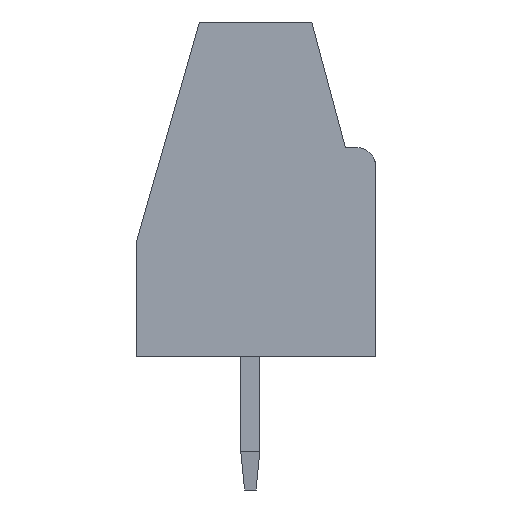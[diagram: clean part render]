
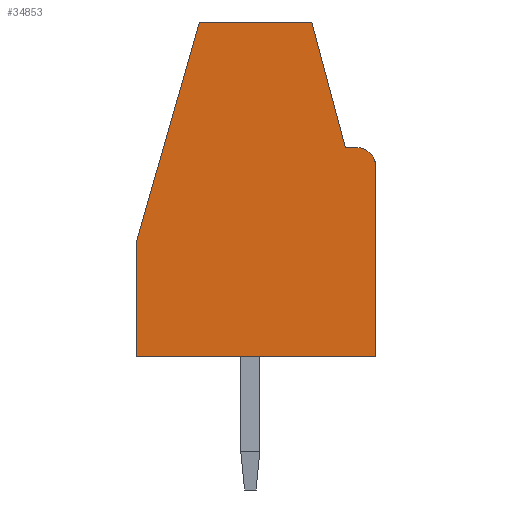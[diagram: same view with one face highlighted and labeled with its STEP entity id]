
A CAD part, left-side view. The second image highlights one B-rep face of the part: STEP entity #34853.
In plain terms, the highlighted planar face has unit normal (-1, 0, 0).
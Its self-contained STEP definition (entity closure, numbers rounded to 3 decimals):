
#457 = LINE ( 'NONE', #14822, #9413 ) ;
#2023 = ORIENTED_EDGE ( 'NONE', *, *, #14700, .F. ) ;
#3012 = EDGE_LOOP ( 'NONE', ( #13242, #3962, #17547, #28596, #17123, #2023, #39648, #4580 ) ) ;
#3311 = DIRECTION ( 'NONE',  ( 1., 0., 0. ) ) ;
#3962 = ORIENTED_EDGE ( 'NONE', *, *, #18603, .T. ) ;
#4580 = ORIENTED_EDGE ( 'NONE', *, *, #18815, .F. ) ;
#4770 = EDGE_CURVE ( 'NONE', #26662, #30182, #17116, .T. ) ;
#6538 = CARTESIAN_POINT ( 'NONE',  ( -3.81, 0., 0. ) ) ;
#7703 = CARTESIAN_POINT ( 'NONE',  ( -3.81, -2.65, 5.5 ) ) ;
#8908 = VERTEX_POINT ( 'NONE', #17744 ) ;
#9413 = VECTOR ( 'NONE', #25276, 1000. ) ;
#9603 = VECTOR ( 'NONE', #41199, 1000. ) ;
#10632 = LINE ( 'NONE', #24798, #19042 ) ;
#10881 = AXIS2_PLACEMENT_3D ( 'NONE', #6538, #3311, #34852 ) ;
#11268 = CARTESIAN_POINT ( 'NONE',  ( -3.81, -2.65, 5. ) ) ;
#11615 = CARTESIAN_POINT ( 'NONE',  ( -3.81, 3.15, 3. ) ) ;
#12908 = LINE ( 'NONE', #19826, #9603 ) ;
#13242 = ORIENTED_EDGE ( 'NONE', *, *, #14365, .F. ) ;
#14013 = LINE ( 'NONE', #22329, #40157 ) ;
#14365 = EDGE_CURVE ( 'NONE', #28725, #16282, #10632, .T. ) ;
#14700 = EDGE_CURVE ( 'NONE', #23020, #8908, #43412, .T. ) ;
#14822 = CARTESIAN_POINT ( 'NONE',  ( -3.81, 3.15, 0. ) ) ;
#15437 = DIRECTION ( 'NONE',  ( -1., 0., 0. ) ) ;
#16282 = VERTEX_POINT ( 'NONE', #24891 ) ;
#16743 = CARTESIAN_POINT ( 'NONE',  ( -3.81, -1.466, 8.8 ) ) ;
#17116 = LINE ( 'NONE', #34560, #42613 ) ;
#17123 = ORIENTED_EDGE ( 'NONE', *, *, #30468, .F. ) ;
#17547 = ORIENTED_EDGE ( 'NONE', *, *, #43956, .F. ) ;
#17744 = CARTESIAN_POINT ( 'NONE',  ( -3.81, 1.487, 8.8 ) ) ;
#18603 = EDGE_CURVE ( 'NONE', #28725, #38486, #38528, .T. ) ;
#18815 = EDGE_CURVE ( 'NONE', #16282, #32649, #12908, .T. ) ;
#19042 = VECTOR ( 'NONE', #38944, 1000. ) ;
#19067 = VECTOR ( 'NONE', #25786, 1000. ) ;
#19826 = CARTESIAN_POINT ( 'NONE',  ( -3.81, -3.15, 0. ) ) ;
#21927 = DIRECTION ( 'NONE',  ( 0., 0., -1. ) ) ;
#22329 = CARTESIAN_POINT ( 'NONE',  ( -3.81, 1.487, 8.8 ) ) ;
#23020 = VERTEX_POINT ( 'NONE', #32560 ) ;
#24776 = VECTOR ( 'NONE', #38064, 1000. ) ;
#24798 = CARTESIAN_POINT ( 'NONE',  ( -3.81, -3.15, 5.5 ) ) ;
#24891 = CARTESIAN_POINT ( 'NONE',  ( -3.81, -3.15, 0. ) ) ;
#25276 = DIRECTION ( 'NONE',  ( 0., 0., 1. ) ) ;
#25786 = DIRECTION ( 'NONE',  ( 0., -0.276, 0.961 ) ) ;
#26662 = VERTEX_POINT ( 'NONE', #16743 ) ;
#27431 = PLANE ( 'NONE',  #10881 ) ;
#27897 = FACE_OUTER_BOUND ( 'NONE', #3012, .T. ) ;
#28596 = ORIENTED_EDGE ( 'NONE', *, *, #4770, .F. ) ;
#28725 = VERTEX_POINT ( 'NONE', #31809 ) ;
#29624 = CARTESIAN_POINT ( 'NONE',  ( -3.81, 3.15, 0. ) ) ;
#30182 = VERTEX_POINT ( 'NONE', #40968 ) ;
#30468 = EDGE_CURVE ( 'NONE', #8908, #26662, #14013, .T. ) ;
#31316 = DIRECTION ( 'NONE',  ( 0., -0.259, -0.966 ) ) ;
#31809 = CARTESIAN_POINT ( 'NONE',  ( -3.81, -3.15, 5. ) ) ;
#32560 = CARTESIAN_POINT ( 'NONE',  ( -3.81, 3.15, 3. ) ) ;
#32649 = VERTEX_POINT ( 'NONE', #29624 ) ;
#34560 = CARTESIAN_POINT ( 'NONE',  ( -3.81, -1.466, 8.8 ) ) ;
#34852 = DIRECTION ( 'NONE',  ( 0., 0., -1. ) ) ;
#34853 = ADVANCED_FACE ( 'NONE', ( #27897 ), #27431, .F. ) ;
#35265 = EDGE_CURVE ( 'NONE', #32649, #23020, #457, .T. ) ;
#38064 = DIRECTION ( 'NONE',  ( 0., -1., 0. ) ) ;
#38486 = VERTEX_POINT ( 'NONE', #7703 ) ;
#38528 = CIRCLE ( 'NONE', #41476, 0.5 ) ;
#38944 = DIRECTION ( 'NONE',  ( 0., 0., -1. ) ) ;
#39549 = DIRECTION ( 'NONE',  ( 0., -1., 0. ) ) ;
#39648 = ORIENTED_EDGE ( 'NONE', *, *, #35265, .F. ) ;
#40157 = VECTOR ( 'NONE', #39549, 1000. ) ;
#40968 = CARTESIAN_POINT ( 'NONE',  ( -3.81, -2.35, 5.5 ) ) ;
#41199 = DIRECTION ( 'NONE',  ( 0., 1., 0. ) ) ;
#41476 = AXIS2_PLACEMENT_3D ( 'NONE', #11268, #15437, #21927 ) ;
#41782 = CARTESIAN_POINT ( 'NONE',  ( -3.81, -2.35, 5.5 ) ) ;
#42613 = VECTOR ( 'NONE', #31316, 1000. ) ;
#43412 = LINE ( 'NONE', #11615, #19067 ) ;
#43956 = EDGE_CURVE ( 'NONE', #30182, #38486, #45239, .T. ) ;
#45239 = LINE ( 'NONE', #41782, #24776 ) ;
